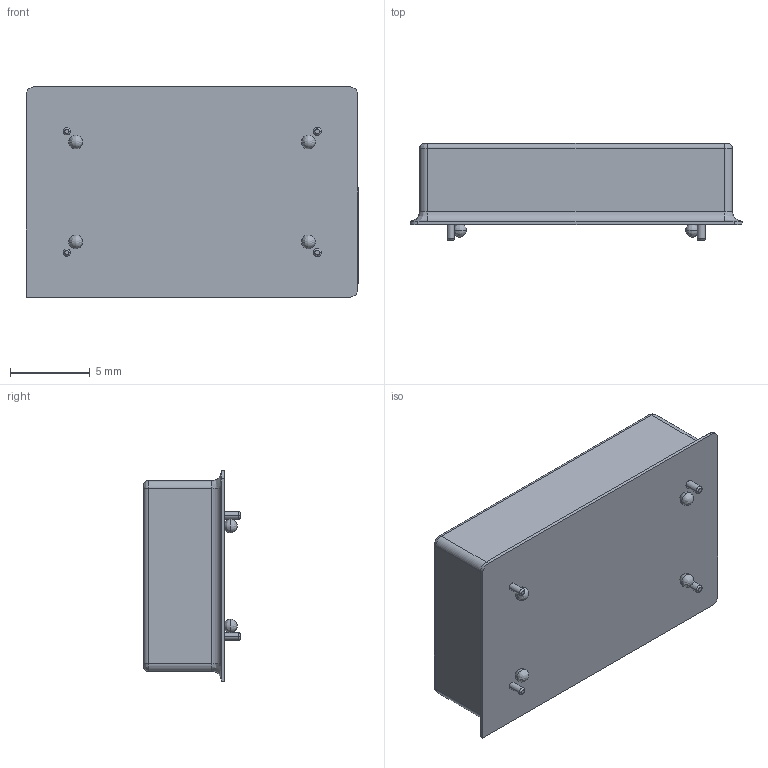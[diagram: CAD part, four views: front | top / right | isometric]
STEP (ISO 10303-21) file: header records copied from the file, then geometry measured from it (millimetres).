
FILE_DESCRIPTION (( 'STEP AP214' ), '1' );
FILE_NAME ('ECS-100AX-010.STEP', '2020-11-15T07:57:23', ( '' ), ( '' ), 'SwSTEP 2.0', 'SolidWorks 2017', '' );
FILE_SCHEMA (( 'AUTOMOTIVE_DESIGN' ));
Length unit declared in the file: millimetre
Products named in the file (1): ECS-100AX-010
Bounding box: 20.86 x 6.08 x 13.2 mm (x, y, z)
Volume: 1211 mm3; surface area: 861.1 mm2
Topology: 9 solids, 9 shells, 81 faces, 161 edges, 86 vertices
Faces by surface type: cylinder 31, plane 26, bspline 24
Entity records: 2391 total; most frequent: CARTESIAN_POINT 777, DIRECTION 323, ORIENTED_EDGE 290, EDGE_CURVE 145, AXIS2_PLACEMENT_3D 136, VERTEX_POINT 86, EDGE_LOOP 85, ADVANCED_FACE 81
